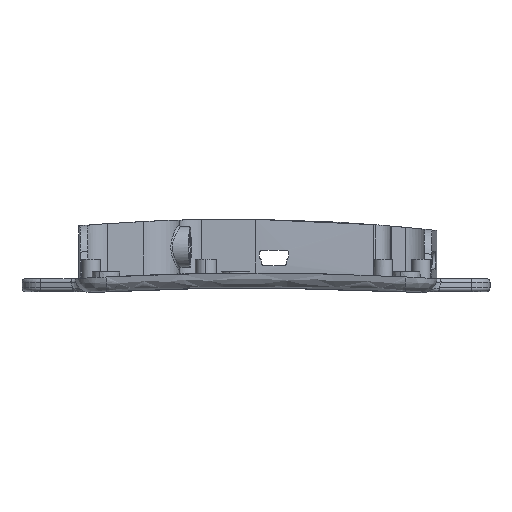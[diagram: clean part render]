
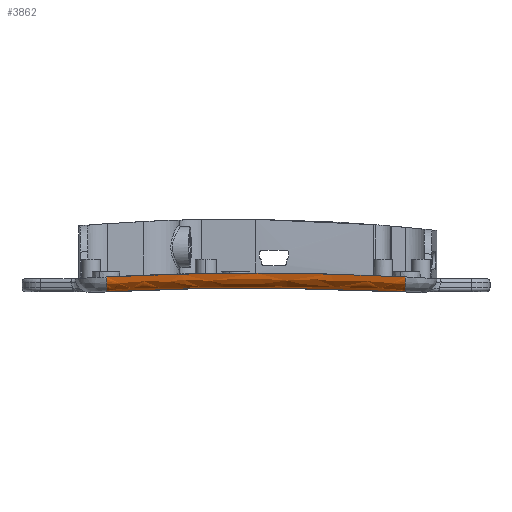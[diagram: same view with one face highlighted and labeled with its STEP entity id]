
A CAD part, left-side view. The second image highlights one B-rep face of the part: STEP entity #3862.
In plain terms, the highlighted free-form (B-spline) face has degree [3, 2] with [6, 3] control points.
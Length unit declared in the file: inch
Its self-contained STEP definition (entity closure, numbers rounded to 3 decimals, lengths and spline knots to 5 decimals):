
#3862 = ADVANCED_FACE ( 'NONE', ( #14969 ), #8396, .T. ) ;
#4360 = EDGE_CURVE ( 'NONE', #17701, #17702, #16830, .T. ) ;
#4361 = EDGE_CURVE ( 'NONE', #17702, #17703, #16831, .T. ) ;
#4421 = EDGE_CURVE ( 'NONE', #17701, #17731, #11098, .T. ) ;
#4422 = EDGE_CURVE ( 'NONE', #17726, #17731, #16871, .T. ) ;
#4423 = EDGE_CURVE ( 'NONE', #17703, #17726, #11096, .T. ) ;
#6174 = CARTESIAN_POINT ( 'NONE',  ( -0.17124, 3.33523, -0.12292 ) ) ;
#6178 = CARTESIAN_POINT ( 'NONE',  ( -0.12093, 1.75, -0.0827 ) ) ;
#6179 = CARTESIAN_POINT ( 'NONE',  ( -0.16285, 3.20323, -0.11622 ) ) ;
#6201 = CARTESIAN_POINT ( 'NONE',  ( -0.12093, 1.61786, -0.0827 ) ) ;
#6202 = CARTESIAN_POINT ( 'NONE',  ( -0.15185, 3.00515, -0.10742 ) ) ;
#6203 = CARTESIAN_POINT ( 'NONE',  ( -0.1432, 2.80696, -0.1005 ) ) ;
#6204 = CARTESIAN_POINT ( 'NONE',  ( -0.13795, 2.67481, -0.09631 ) ) ;
#6205 = CARTESIAN_POINT ( 'NONE',  ( -0.13559, 2.60865, -0.09442 ) ) ;
#6206 = CARTESIAN_POINT ( 'NONE',  ( -0.12512, 2.27848, -0.08605 ) ) ;
#6207 = CARTESIAN_POINT ( 'NONE',  ( -0.12093, 2.01427, -0.0827 ) ) ;
#6208 = CARTESIAN_POINT ( 'NONE',  ( -0.12093, 1.75, -0.0827 ) ) ;
#6211 = CARTESIAN_POINT ( 'NONE',  ( -0.1225, 1.41969, -0.08396 ) ) ;
#6212 = CARTESIAN_POINT ( 'NONE',  ( -0.12643, 1.22154, -0.0871 ) ) ;
#6213 = CARTESIAN_POINT ( 'NONE',  ( -0.12957, 1.08946, -0.08961 ) ) ;
#6214 = CARTESIAN_POINT ( 'NONE',  ( -0.1314, 1.02348, -0.09107 ) ) ;
#6215 = CARTESIAN_POINT ( 'NONE',  ( -0.14189, 0.69298, -0.09945 ) ) ;
#6216 = CARTESIAN_POINT ( 'NONE',  ( -0.15447, 0.42877, -0.10952 ) ) ;
#6217 = CARTESIAN_POINT ( 'NONE',  ( -0.17124, 0.16477, -0.12292 ) ) ;
#6664 = CARTESIAN_POINT ( 'NONE',  ( 0.05339, 1.75, -0.22686 ) ) ;
#6665 = CARTESIAN_POINT ( 'NONE',  ( 0.01971, 0.69181, -0.2535 ) ) ;
#6666 = CARTESIAN_POINT ( 'NONE',  ( -0.01408, 3.34522, -0.12292 ) ) ;
#6667 = DIRECTION ( 'NONE',  ( 0.063, -0.997, 0.05 ) ) ;
#6668 = DIRECTION ( 'NONE',  ( 0.998, 0.063, 0. ) ) ;
#6669 = CARTESIAN_POINT ( 'NONE',  ( -0.01408, 0.16272, -0.2802 ) ) ;
#6670 = CARTESIAN_POINT ( 'NONE',  ( 0.01971, 2.80819, -0.2535 ) ) ;
#6671 = CARTESIAN_POINT ( 'NONE',  ( -0.01408, 3.33728, -0.2802 ) ) ;
#6675 = CARTESIAN_POINT ( 'NONE',  ( -0.01408, 0.15478, -0.12292 ) ) ;
#6676 = DIRECTION ( 'NONE',  ( -0.063, -0.997, -0.05 ) ) ;
#6677 = DIRECTION ( 'NONE',  ( 0.998, -0.063, 0. ) ) ;
#8396 =( BOUNDED_SURFACE ( )  B_SPLINE_SURFACE ( 3, 2, ( 
 ( #14966, #14971, #14972 ),
 ( #14973, #14974, #14975 ),
 ( #14976, #14977, #14978 ),
 ( #14979, #14980, #14981 ),
 ( #14982, #14983, #14984 ),
 ( #14985, #14986, #14987 ) ),
 .UNSPECIFIED., .F., .F., .T. ) 
 B_SPLINE_SURFACE_WITH_KNOTS ( ( 4, 2, 4 ),
 ( 3, 3 ),
 ( 0., 0.04052, 0.08104 ),
 ( 0., 1. ),
 .UNSPECIFIED. ) 
 GEOMETRIC_REPRESENTATION_ITEM ( )  RATIONAL_B_SPLINE_SURFACE ( (
 ( 1., 0.708, 1.),
 ( 1., 0.707, 1.),
 ( 1., 0.707, 1.),
 ( 1., 0.707, 1.),
 ( 1., 0.707, 1.),
 ( 1., 0.708, 1.) ) ) 
 REPRESENTATION_ITEM ( '' )  SURFACE ( )  );
#10663 = CARTESIAN_POINT ( 'NONE',  ( -0.17124, 3.33523, -0.12292 ) ) ;
#10664 = CARTESIAN_POINT ( 'NONE',  ( -0.12093, 1.75, -0.0827 ) ) ;
#10665 = CARTESIAN_POINT ( 'NONE',  ( -0.17124, 0.16477, -0.12292 ) ) ;
#10688 = CARTESIAN_POINT ( 'NONE',  ( -0.01408, 0.16272, -0.2802 ) ) ;
#10693 = CARTESIAN_POINT ( 'NONE',  ( -0.01408, 3.33728, -0.2802 ) ) ;
#11095 = AXIS2_PLACEMENT_3D ( 'NONE', #6666, #6667, #6668 ) ;
#11096 = CIRCLE ( 'NONE', #11097, 0.15748 ) ;
#11097 = AXIS2_PLACEMENT_3D ( 'NONE', #6675, #6676, #6677 ) ;
#11098 = CIRCLE ( 'NONE', #11095, 0.15748 ) ;
#14966 = CARTESIAN_POINT ( 'NONE',  ( -0.01408, 3.33728, -0.2802 ) ) ;
#14969 = FACE_OUTER_BOUND ( 'NONE', #18316, .T. ) ;
#14971 = CARTESIAN_POINT ( 'NONE',  ( -0.17074, 3.32735, -0.2797 ) ) ;
#14972 = CARTESIAN_POINT ( 'NONE',  ( -0.17124, 3.33523, -0.12292 ) ) ;
#14973 = CARTESIAN_POINT ( 'NONE',  ( 0.01971, 2.80819, -0.2535 ) ) ;
#14974 = CARTESIAN_POINT ( 'NONE',  ( -0.13746, 2.80097, -0.25331 ) ) ;
#14975 = CARTESIAN_POINT ( 'NONE',  ( -0.13767, 2.80682, -0.09609 ) ) ;
#14976 = CARTESIAN_POINT ( 'NONE',  ( 0.03655, 2.27909, -0.24018 ) ) ;
#14977 = CARTESIAN_POINT ( 'NONE',  ( -0.12093, 2.27577, -0.24018 ) ) ;
#14978 = CARTESIAN_POINT ( 'NONE',  ( -0.12093, 2.27841, -0.0827 ) ) ;
#14979 = CARTESIAN_POINT ( 'NONE',  ( 0.03655, 1.22091, -0.24018 ) ) ;
#14980 = CARTESIAN_POINT ( 'NONE',  ( -0.12093, 1.22423, -0.24018 ) ) ;
#14981 = CARTESIAN_POINT ( 'NONE',  ( -0.12093, 1.22159, -0.0827 ) ) ;
#14982 = CARTESIAN_POINT ( 'NONE',  ( 0.01971, 0.69181, -0.2535 ) ) ;
#14983 = CARTESIAN_POINT ( 'NONE',  ( -0.13746, 0.69903, -0.25331 ) ) ;
#14984 = CARTESIAN_POINT ( 'NONE',  ( -0.13767, 0.69318, -0.09609 ) ) ;
#14985 = CARTESIAN_POINT ( 'NONE',  ( -0.01408, 0.16272, -0.2802 ) ) ;
#14986 = CARTESIAN_POINT ( 'NONE',  ( -0.17074, 0.17265, -0.2797 ) ) ;
#14987 = CARTESIAN_POINT ( 'NONE',  ( -0.17124, 0.16477, -0.12292 ) ) ;
#16179 = ORIENTED_EDGE ( 'NONE', *, *, #4421, .T. ) ;
#16180 = ORIENTED_EDGE ( 'NONE', *, *, #4422, .F. ) ;
#16182 = ORIENTED_EDGE ( 'NONE', *, *, #4423, .F. ) ;
#16183 = ORIENTED_EDGE ( 'NONE', *, *, #4361, .F. ) ;
#16185 = ORIENTED_EDGE ( 'NONE', *, *, #4360, .F. ) ;
#16830 = B_SPLINE_CURVE_WITH_KNOTS ( 'NONE', 3,
 ( #6174, #6179, #6202, #6203, #6204, #6205, #6206, #6207, #6208 ),
 .UNSPECIFIED., .F., .F.,
 ( 4, 1, 2, 2, 4 ),
 ( 0., 0.25, 0.375, 0.5, 1. ),
 .UNSPECIFIED. ) ;
#16831 = B_SPLINE_CURVE_WITH_KNOTS ( 'NONE', 3,
 ( #6178, #6201, #6211, #6212, #6213, #6214, #6215, #6216, #6217 ),
 .UNSPECIFIED., .F., .F.,
 ( 4, 1, 2, 2, 4 ),
 ( 0., 0.25, 0.375, 0.5, 1. ),
 .UNSPECIFIED. ) ;
#16871 = B_SPLINE_CURVE_WITH_KNOTS ( 'NONE', 3,
 ( #6669, #6665, #6664, #6670, #6671 ),
 .UNSPECIFIED., .F., .F.,
 ( 4, 1, 4 ),
 ( 0., 0.04032, 0.08063 ),
 .UNSPECIFIED. ) ;
#17701 = VERTEX_POINT ( 'NONE', #10663 ) ;
#17702 = VERTEX_POINT ( 'NONE', #10664 ) ;
#17703 = VERTEX_POINT ( 'NONE', #10665 ) ;
#17726 = VERTEX_POINT ( 'NONE', #10688 ) ;
#17731 = VERTEX_POINT ( 'NONE', #10693 ) ;
#18316 = EDGE_LOOP ( 'NONE', ( #16179, #16180, #16182, #16183, #16185 ) ) ;
